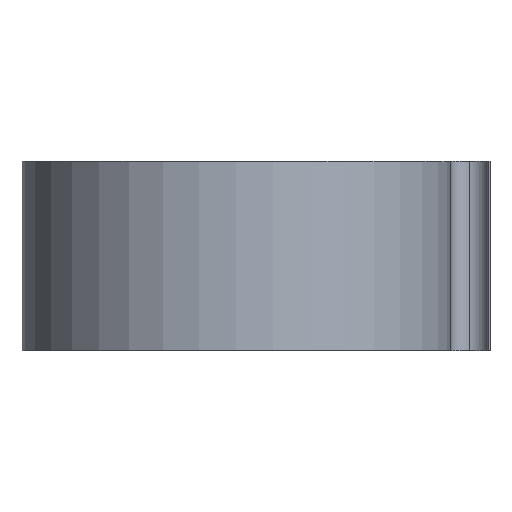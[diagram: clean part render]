
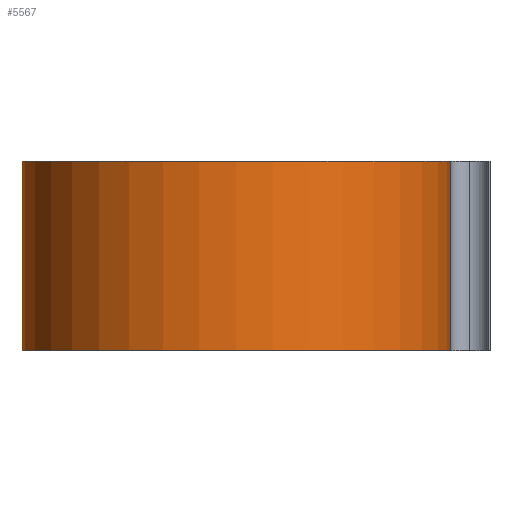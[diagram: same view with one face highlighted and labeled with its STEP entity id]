
A CAD part, top view. The second image highlights one B-rep face of the part: STEP entity #5567.
In plain terms, the highlighted cylindrical face has radius 17 mm (diameter 34 mm), a partial arc.
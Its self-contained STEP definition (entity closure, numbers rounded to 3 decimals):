
#44 = ORIENTED_EDGE ( 'NONE', *, *, #2407, .F. ) ;
#88 = VECTOR ( 'NONE', #4252, 1000. ) ;
#120 = DIRECTION ( 'NONE',  ( 1., 0., 0. ) ) ;
#128 = VERTEX_POINT ( 'NONE', #332 ) ;
#177 = CARTESIAN_POINT ( 'NONE',  ( -17., 15., 0. ) ) ;
#196 = DIRECTION ( 'NONE',  ( 0., -1., 0. ) ) ;
#332 = CARTESIAN_POINT ( 'NONE',  ( -17., 0., 0. ) ) ;
#470 = FACE_OUTER_BOUND ( 'NONE', #478, .T. ) ;
#478 = EDGE_LOOP ( 'NONE', ( #4443, #44, #3987, #3149 ) ) ;
#614 = CARTESIAN_POINT ( 'NONE',  ( -17., 15., 0. ) ) ;
#697 = CARTESIAN_POINT ( 'NONE',  ( 0., 0., 0. ) ) ;
#1927 = AXIS2_PLACEMENT_3D ( 'NONE', #5191, #6193, #5630 ) ;
#1996 = VERTEX_POINT ( 'NONE', #3261 ) ;
#2407 = EDGE_CURVE ( 'NONE', #1996, #3084, #2766, .T. ) ;
#2766 = LINE ( 'NONE', #4845, #3095 ) ;
#2767 = EDGE_CURVE ( 'NONE', #128, #3084, #2771, .T. ) ;
#2771 = CIRCLE ( 'NONE', #6351, 17. ) ;
#3057 = CIRCLE ( 'NONE', #4147, 17. ) ;
#3084 = VERTEX_POINT ( 'NONE', #3505 ) ;
#3095 = VECTOR ( 'NONE', #196, 1000. ) ;
#3149 = ORIENTED_EDGE ( 'NONE', *, *, #6508, .T. ) ;
#3229 = LINE ( 'NONE', #614, #88 ) ;
#3261 = CARTESIAN_POINT ( 'NONE',  ( 17., 15., 0. ) ) ;
#3505 = CARTESIAN_POINT ( 'NONE',  ( 17., 0., 0. ) ) ;
#3987 = ORIENTED_EDGE ( 'NONE', *, *, #6627, .F. ) ;
#4147 = AXIS2_PLACEMENT_3D ( 'NONE', #4958, #4821, #6440 ) ;
#4252 = DIRECTION ( 'NONE',  ( 0., -1., 0. ) ) ;
#4443 = ORIENTED_EDGE ( 'NONE', *, *, #2767, .T. ) ;
#4706 = CYLINDRICAL_SURFACE ( 'NONE', #1927, 17. ) ;
#4821 = DIRECTION ( 'NONE',  ( 0., 1., 0. ) ) ;
#4845 = CARTESIAN_POINT ( 'NONE',  ( 17., 15., 0. ) ) ;
#4863 = VERTEX_POINT ( 'NONE', #177 ) ;
#4958 = CARTESIAN_POINT ( 'NONE',  ( 0., 15., 0. ) ) ;
#5191 = CARTESIAN_POINT ( 'NONE',  ( 0., 15., 0. ) ) ;
#5567 = ADVANCED_FACE ( 'NONE', ( #470 ), #4706, .T. ) ;
#5630 = DIRECTION ( 'NONE',  ( 0., 0., -1. ) ) ;
#5820 = DIRECTION ( 'NONE',  ( 0., 1., 0. ) ) ;
#6193 = DIRECTION ( 'NONE',  ( 0., -1., 0. ) ) ;
#6351 = AXIS2_PLACEMENT_3D ( 'NONE', #697, #5820, #120 ) ;
#6440 = DIRECTION ( 'NONE',  ( 1., 0., 0. ) ) ;
#6508 = EDGE_CURVE ( 'NONE', #4863, #128, #3229, .T. ) ;
#6627 = EDGE_CURVE ( 'NONE', #4863, #1996, #3057, .T. ) ;
